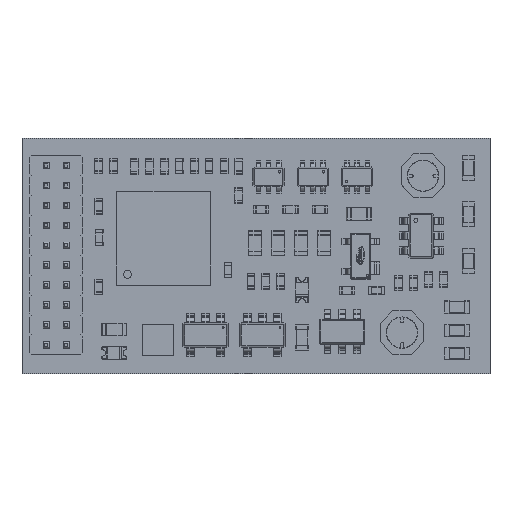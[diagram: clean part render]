
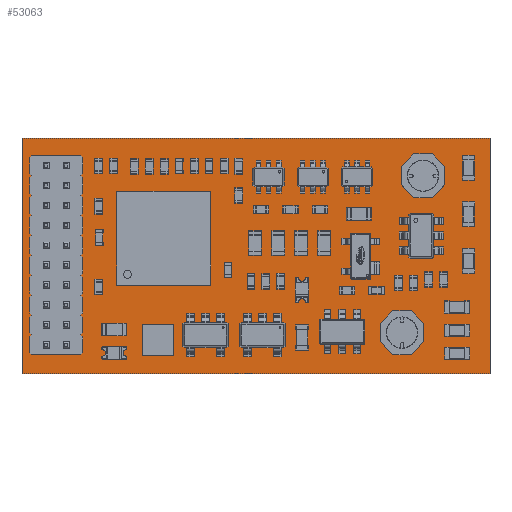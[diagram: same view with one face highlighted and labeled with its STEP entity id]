
A CAD part, top view. The second image highlights one B-rep face of the part: STEP entity #53063.
In plain terms, the highlighted planar face has unit normal (0, 0, 1).
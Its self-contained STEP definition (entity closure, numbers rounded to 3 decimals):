
#52731 = VERTEX_POINT('',#52732);
#52732 = CARTESIAN_POINT('',(14.919,-7.52,1.51));
#52738 = EDGE_CURVE('',#52731,#52739,#52741,.T.);
#52739 = VERTEX_POINT('',#52740);
#52740 = CARTESIAN_POINT('',(-14.919,-7.52,1.51));
#52741 = LINE('',#52742,#52743);
#52742 = CARTESIAN_POINT('',(14.919,-7.52,1.51));
#52743 = VECTOR('',#52744,1.);
#52744 = DIRECTION('',(-1.,0.,0.));
#52771 = VERTEX_POINT('',#52772);
#52772 = CARTESIAN_POINT('',(14.919,7.52,1.51));
#52778 = EDGE_CURVE('',#52771,#52731,#52779,.T.);
#52779 = LINE('',#52780,#52781);
#52780 = CARTESIAN_POINT('',(14.919,7.52,1.51));
#52781 = VECTOR('',#52782,1.);
#52782 = DIRECTION('',(0.,-1.,0.));
#52800 = EDGE_CURVE('',#52739,#52801,#52803,.T.);
#52801 = VERTEX_POINT('',#52802);
#52802 = CARTESIAN_POINT('',(-14.919,7.52,1.51));
#52803 = LINE('',#52804,#52805);
#52804 = CARTESIAN_POINT('',(-14.919,-7.52,1.51));
#52805 = VECTOR('',#52806,1.);
#52806 = DIRECTION('',(0.,1.,0.));
#53063 = ADVANCED_FACE('',(#53064,#53075,#53086,#53097,#53108,#53119,
    #53130,#53141,#53152,#53163,#53174,#53185,#53196,#53207,#53218,
    #53229,#53240,#53251,#53262,#53273,#53284),#53295,.T.);
#53064 = FACE_BOUND('',#53065,.T.);
#53065 = EDGE_LOOP('',(#53066,#53067,#53068,#53074));
#53066 = ORIENTED_EDGE('',*,*,#52738,.F.);
#53067 = ORIENTED_EDGE('',*,*,#52778,.F.);
#53068 = ORIENTED_EDGE('',*,*,#53069,.F.);
#53069 = EDGE_CURVE('',#52801,#52771,#53070,.T.);
#53070 = LINE('',#53071,#53072);
#53071 = CARTESIAN_POINT('',(-14.919,7.52,1.51));
#53072 = VECTOR('',#53073,1.);
#53073 = DIRECTION('',(1.,0.,0.));
#53074 = ORIENTED_EDGE('',*,*,#52800,.F.);
#53075 = FACE_BOUND('',#53076,.T.);
#53076 = EDGE_LOOP('',(#53077));
#53077 = ORIENTED_EDGE('',*,*,#53078,.T.);
#53078 = EDGE_CURVE('',#53079,#53079,#53081,.T.);
#53079 = VERTEX_POINT('',#53080);
#53080 = CARTESIAN_POINT('',(-13.37,-5.995,1.51));
#53081 = CIRCLE('',#53082,0.325);
#53082 = AXIS2_PLACEMENT_3D('',#53083,#53084,#53085);
#53083 = CARTESIAN_POINT('',(-13.37,-5.67,1.51));
#53084 = DIRECTION('',(-0.,0.,-1.));
#53085 = DIRECTION('',(-0.,-1.,0.));
#53086 = FACE_BOUND('',#53087,.T.);
#53087 = EDGE_LOOP('',(#53088));
#53088 = ORIENTED_EDGE('',*,*,#53089,.T.);
#53089 = EDGE_CURVE('',#53090,#53090,#53092,.T.);
#53090 = VERTEX_POINT('',#53091);
#53091 = CARTESIAN_POINT('',(-13.37,-4.725,1.51));
#53092 = CIRCLE('',#53093,0.325);
#53093 = AXIS2_PLACEMENT_3D('',#53094,#53095,#53096);
#53094 = CARTESIAN_POINT('',(-13.37,-4.4,1.51));
#53095 = DIRECTION('',(-0.,0.,-1.));
#53096 = DIRECTION('',(-0.,-1.,0.));
#53097 = FACE_BOUND('',#53098,.T.);
#53098 = EDGE_LOOP('',(#53099));
#53099 = ORIENTED_EDGE('',*,*,#53100,.T.);
#53100 = EDGE_CURVE('',#53101,#53101,#53103,.T.);
#53101 = VERTEX_POINT('',#53102);
#53102 = CARTESIAN_POINT('',(-13.37,-3.455,1.51));
#53103 = CIRCLE('',#53104,0.325);
#53104 = AXIS2_PLACEMENT_3D('',#53105,#53106,#53107);
#53105 = CARTESIAN_POINT('',(-13.37,-3.13,1.51));
#53106 = DIRECTION('',(-0.,0.,-1.));
#53107 = DIRECTION('',(-0.,-1.,0.));
#53108 = FACE_BOUND('',#53109,.T.);
#53109 = EDGE_LOOP('',(#53110));
#53110 = ORIENTED_EDGE('',*,*,#53111,.T.);
#53111 = EDGE_CURVE('',#53112,#53112,#53114,.T.);
#53112 = VERTEX_POINT('',#53113);
#53113 = CARTESIAN_POINT('',(-13.37,-2.185,1.51));
#53114 = CIRCLE('',#53115,0.325);
#53115 = AXIS2_PLACEMENT_3D('',#53116,#53117,#53118);
#53116 = CARTESIAN_POINT('',(-13.37,-1.86,1.51));
#53117 = DIRECTION('',(-0.,0.,-1.));
#53118 = DIRECTION('',(-0.,-1.,0.));
#53119 = FACE_BOUND('',#53120,.T.);
#53120 = EDGE_LOOP('',(#53121));
#53121 = ORIENTED_EDGE('',*,*,#53122,.T.);
#53122 = EDGE_CURVE('',#53123,#53123,#53125,.T.);
#53123 = VERTEX_POINT('',#53124);
#53124 = CARTESIAN_POINT('',(-13.37,-0.915,1.51));
#53125 = CIRCLE('',#53126,0.325);
#53126 = AXIS2_PLACEMENT_3D('',#53127,#53128,#53129);
#53127 = CARTESIAN_POINT('',(-13.37,-0.59,1.51));
#53128 = DIRECTION('',(-0.,0.,-1.));
#53129 = DIRECTION('',(-0.,-1.,0.));
#53130 = FACE_BOUND('',#53131,.T.);
#53131 = EDGE_LOOP('',(#53132));
#53132 = ORIENTED_EDGE('',*,*,#53133,.T.);
#53133 = EDGE_CURVE('',#53134,#53134,#53136,.T.);
#53134 = VERTEX_POINT('',#53135);
#53135 = CARTESIAN_POINT('',(-12.1,-5.995,1.51));
#53136 = CIRCLE('',#53137,0.325);
#53137 = AXIS2_PLACEMENT_3D('',#53138,#53139,#53140);
#53138 = CARTESIAN_POINT('',(-12.1,-5.67,1.51));
#53139 = DIRECTION('',(-0.,0.,-1.));
#53140 = DIRECTION('',(0.,-1.,-0.));
#53141 = FACE_BOUND('',#53142,.T.);
#53142 = EDGE_LOOP('',(#53143));
#53143 = ORIENTED_EDGE('',*,*,#53144,.T.);
#53144 = EDGE_CURVE('',#53145,#53145,#53147,.T.);
#53145 = VERTEX_POINT('',#53146);
#53146 = CARTESIAN_POINT('',(-12.1,-4.725,1.51));
#53147 = CIRCLE('',#53148,0.325);
#53148 = AXIS2_PLACEMENT_3D('',#53149,#53150,#53151);
#53149 = CARTESIAN_POINT('',(-12.1,-4.4,1.51));
#53150 = DIRECTION('',(-0.,0.,-1.));
#53151 = DIRECTION('',(0.,-1.,-0.));
#53152 = FACE_BOUND('',#53153,.T.);
#53153 = EDGE_LOOP('',(#53154));
#53154 = ORIENTED_EDGE('',*,*,#53155,.T.);
#53155 = EDGE_CURVE('',#53156,#53156,#53158,.T.);
#53156 = VERTEX_POINT('',#53157);
#53157 = CARTESIAN_POINT('',(-12.1,-3.455,1.51));
#53158 = CIRCLE('',#53159,0.325);
#53159 = AXIS2_PLACEMENT_3D('',#53160,#53161,#53162);
#53160 = CARTESIAN_POINT('',(-12.1,-3.13,1.51));
#53161 = DIRECTION('',(-0.,0.,-1.));
#53162 = DIRECTION('',(0.,-1.,-0.));
#53163 = FACE_BOUND('',#53164,.T.);
#53164 = EDGE_LOOP('',(#53165));
#53165 = ORIENTED_EDGE('',*,*,#53166,.T.);
#53166 = EDGE_CURVE('',#53167,#53167,#53169,.T.);
#53167 = VERTEX_POINT('',#53168);
#53168 = CARTESIAN_POINT('',(-12.1,-2.185,1.51));
#53169 = CIRCLE('',#53170,0.325);
#53170 = AXIS2_PLACEMENT_3D('',#53171,#53172,#53173);
#53171 = CARTESIAN_POINT('',(-12.1,-1.86,1.51));
#53172 = DIRECTION('',(-0.,0.,-1.));
#53173 = DIRECTION('',(0.,-1.,-0.));
#53174 = FACE_BOUND('',#53175,.T.);
#53175 = EDGE_LOOP('',(#53176));
#53176 = ORIENTED_EDGE('',*,*,#53177,.T.);
#53177 = EDGE_CURVE('',#53178,#53178,#53180,.T.);
#53178 = VERTEX_POINT('',#53179);
#53179 = CARTESIAN_POINT('',(-12.1,-0.915,1.51));
#53180 = CIRCLE('',#53181,0.325);
#53181 = AXIS2_PLACEMENT_3D('',#53182,#53183,#53184);
#53182 = CARTESIAN_POINT('',(-12.1,-0.59,1.51));
#53183 = DIRECTION('',(-0.,0.,-1.));
#53184 = DIRECTION('',(0.,-1.,-0.));
#53185 = FACE_BOUND('',#53186,.T.);
#53186 = EDGE_LOOP('',(#53187));
#53187 = ORIENTED_EDGE('',*,*,#53188,.T.);
#53188 = EDGE_CURVE('',#53189,#53189,#53191,.T.);
#53189 = VERTEX_POINT('',#53190);
#53190 = CARTESIAN_POINT('',(-13.37,0.355,1.51));
#53191 = CIRCLE('',#53192,0.325);
#53192 = AXIS2_PLACEMENT_3D('',#53193,#53194,#53195);
#53193 = CARTESIAN_POINT('',(-13.37,0.68,1.51));
#53194 = DIRECTION('',(-0.,0.,-1.));
#53195 = DIRECTION('',(-0.,-1.,0.));
#53196 = FACE_BOUND('',#53197,.T.);
#53197 = EDGE_LOOP('',(#53198));
#53198 = ORIENTED_EDGE('',*,*,#53199,.T.);
#53199 = EDGE_CURVE('',#53200,#53200,#53202,.T.);
#53200 = VERTEX_POINT('',#53201);
#53201 = CARTESIAN_POINT('',(-13.37,1.625,1.51));
#53202 = CIRCLE('',#53203,0.325);
#53203 = AXIS2_PLACEMENT_3D('',#53204,#53205,#53206);
#53204 = CARTESIAN_POINT('',(-13.37,1.95,1.51));
#53205 = DIRECTION('',(-0.,0.,-1.));
#53206 = DIRECTION('',(-0.,-1.,0.));
#53207 = FACE_BOUND('',#53208,.T.);
#53208 = EDGE_LOOP('',(#53209));
#53209 = ORIENTED_EDGE('',*,*,#53210,.T.);
#53210 = EDGE_CURVE('',#53211,#53211,#53213,.T.);
#53211 = VERTEX_POINT('',#53212);
#53212 = CARTESIAN_POINT('',(-13.37,2.895,1.51));
#53213 = CIRCLE('',#53214,0.325);
#53214 = AXIS2_PLACEMENT_3D('',#53215,#53216,#53217);
#53215 = CARTESIAN_POINT('',(-13.37,3.22,1.51));
#53216 = DIRECTION('',(-0.,0.,-1.));
#53217 = DIRECTION('',(-0.,-1.,0.));
#53218 = FACE_BOUND('',#53219,.T.);
#53219 = EDGE_LOOP('',(#53220));
#53220 = ORIENTED_EDGE('',*,*,#53221,.T.);
#53221 = EDGE_CURVE('',#53222,#53222,#53224,.T.);
#53222 = VERTEX_POINT('',#53223);
#53223 = CARTESIAN_POINT('',(-13.37,4.165,1.51));
#53224 = CIRCLE('',#53225,0.325);
#53225 = AXIS2_PLACEMENT_3D('',#53226,#53227,#53228);
#53226 = CARTESIAN_POINT('',(-13.37,4.49,1.51));
#53227 = DIRECTION('',(-0.,0.,-1.));
#53228 = DIRECTION('',(-0.,-1.,0.));
#53229 = FACE_BOUND('',#53230,.T.);
#53230 = EDGE_LOOP('',(#53231));
#53231 = ORIENTED_EDGE('',*,*,#53232,.T.);
#53232 = EDGE_CURVE('',#53233,#53233,#53235,.T.);
#53233 = VERTEX_POINT('',#53234);
#53234 = CARTESIAN_POINT('',(-13.37,5.435,1.51));
#53235 = CIRCLE('',#53236,0.325);
#53236 = AXIS2_PLACEMENT_3D('',#53237,#53238,#53239);
#53237 = CARTESIAN_POINT('',(-13.37,5.76,1.51));
#53238 = DIRECTION('',(-0.,0.,-1.));
#53239 = DIRECTION('',(-0.,-1.,0.));
#53240 = FACE_BOUND('',#53241,.T.);
#53241 = EDGE_LOOP('',(#53242));
#53242 = ORIENTED_EDGE('',*,*,#53243,.T.);
#53243 = EDGE_CURVE('',#53244,#53244,#53246,.T.);
#53244 = VERTEX_POINT('',#53245);
#53245 = CARTESIAN_POINT('',(-12.1,0.355,1.51));
#53246 = CIRCLE('',#53247,0.325);
#53247 = AXIS2_PLACEMENT_3D('',#53248,#53249,#53250);
#53248 = CARTESIAN_POINT('',(-12.1,0.68,1.51));
#53249 = DIRECTION('',(-0.,0.,-1.));
#53250 = DIRECTION('',(0.,-1.,-0.));
#53251 = FACE_BOUND('',#53252,.T.);
#53252 = EDGE_LOOP('',(#53253));
#53253 = ORIENTED_EDGE('',*,*,#53254,.T.);
#53254 = EDGE_CURVE('',#53255,#53255,#53257,.T.);
#53255 = VERTEX_POINT('',#53256);
#53256 = CARTESIAN_POINT('',(-12.1,1.625,1.51));
#53257 = CIRCLE('',#53258,0.325);
#53258 = AXIS2_PLACEMENT_3D('',#53259,#53260,#53261);
#53259 = CARTESIAN_POINT('',(-12.1,1.95,1.51));
#53260 = DIRECTION('',(-0.,0.,-1.));
#53261 = DIRECTION('',(0.,-1.,-0.));
#53262 = FACE_BOUND('',#53263,.T.);
#53263 = EDGE_LOOP('',(#53264));
#53264 = ORIENTED_EDGE('',*,*,#53265,.T.);
#53265 = EDGE_CURVE('',#53266,#53266,#53268,.T.);
#53266 = VERTEX_POINT('',#53267);
#53267 = CARTESIAN_POINT('',(-12.1,2.895,1.51));
#53268 = CIRCLE('',#53269,0.325);
#53269 = AXIS2_PLACEMENT_3D('',#53270,#53271,#53272);
#53270 = CARTESIAN_POINT('',(-12.1,3.22,1.51));
#53271 = DIRECTION('',(-0.,0.,-1.));
#53272 = DIRECTION('',(0.,-1.,-0.));
#53273 = FACE_BOUND('',#53274,.T.);
#53274 = EDGE_LOOP('',(#53275));
#53275 = ORIENTED_EDGE('',*,*,#53276,.T.);
#53276 = EDGE_CURVE('',#53277,#53277,#53279,.T.);
#53277 = VERTEX_POINT('',#53278);
#53278 = CARTESIAN_POINT('',(-12.1,4.165,1.51));
#53279 = CIRCLE('',#53280,0.325);
#53280 = AXIS2_PLACEMENT_3D('',#53281,#53282,#53283);
#53281 = CARTESIAN_POINT('',(-12.1,4.49,1.51));
#53282 = DIRECTION('',(-0.,0.,-1.));
#53283 = DIRECTION('',(0.,-1.,-0.));
#53284 = FACE_BOUND('',#53285,.T.);
#53285 = EDGE_LOOP('',(#53286));
#53286 = ORIENTED_EDGE('',*,*,#53287,.T.);
#53287 = EDGE_CURVE('',#53288,#53288,#53290,.T.);
#53288 = VERTEX_POINT('',#53289);
#53289 = CARTESIAN_POINT('',(-12.1,5.435,1.51));
#53290 = CIRCLE('',#53291,0.325);
#53291 = AXIS2_PLACEMENT_3D('',#53292,#53293,#53294);
#53292 = CARTESIAN_POINT('',(-12.1,5.76,1.51));
#53293 = DIRECTION('',(-0.,0.,-1.));
#53294 = DIRECTION('',(0.,-1.,-0.));
#53295 = PLANE('',#53296);
#53296 = AXIS2_PLACEMENT_3D('',#53297,#53298,#53299);
#53297 = CARTESIAN_POINT('',(0.,0.,1.51));
#53298 = DIRECTION('',(0.,0.,1.));
#53299 = DIRECTION('',(1.,0.,-0.));
